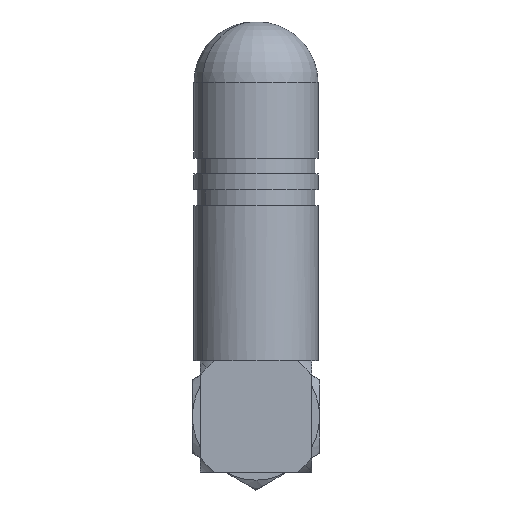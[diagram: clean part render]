
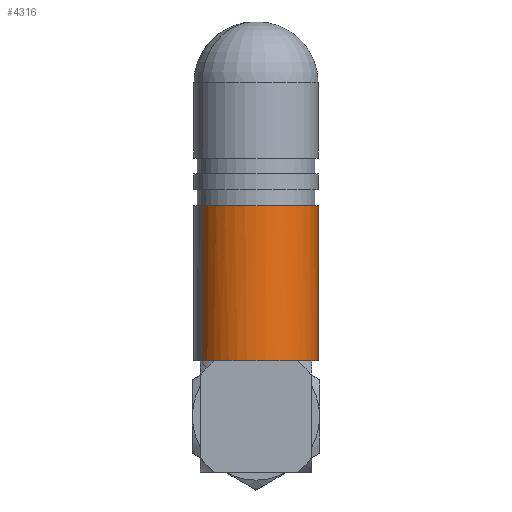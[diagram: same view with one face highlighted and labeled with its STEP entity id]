
A CAD part, front view. The second image highlights one B-rep face of the part: STEP entity #4316.
In plain terms, the highlighted cylindrical face has radius 3.9 mm (diameter 7.8 mm), a partial arc.
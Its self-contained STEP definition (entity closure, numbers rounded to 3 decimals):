
#6 = ORIENTED_EDGE ( 'NONE', *, *, #4896, .T. ) ;
#27 = CIRCLE ( 'NONE', #455, 3.9 ) ;
#174 = CIRCLE ( 'NONE', #3465, 3.9 ) ;
#187 = CARTESIAN_POINT ( 'NONE',  ( 70.582, -119.587, 17.723 ) ) ;
#455 = AXIS2_PLACEMENT_3D ( 'NONE', #3884, #593, #922 ) ;
#481 = DIRECTION ( 'NONE',  ( -0.866, -0.5, 0. ) ) ;
#577 = ORIENTED_EDGE ( 'NONE', *, *, #2088, .T. ) ;
#586 = EDGE_CURVE ( 'NONE', #3419, #1739, #4884, .T. ) ;
#593 = DIRECTION ( 'NONE',  ( 0., 0., 1. ) ) ;
#645 = EDGE_CURVE ( 'NONE', #1925, #4204, #174, .T. ) ;
#653 = EDGE_CURVE ( 'NONE', #1739, #3537, #4476, .T. ) ;
#667 = CARTESIAN_POINT ( 'NONE',  ( 70.582, -119.587, 7.975 ) ) ;
#732 = DIRECTION ( 'NONE',  ( 0., 0., 1. ) ) ;
#744 = EDGE_LOOP ( 'NONE', ( #6, #2337, #4950, #1132, #3690, #1473, #577, #1372 ) ) ;
#866 = LINE ( 'NONE', #1126, #3025 ) ;
#922 = DIRECTION ( 'NONE',  ( -0.866, -0.5, 0. ) ) ;
#1126 = CARTESIAN_POINT ( 'NONE',  ( 67.204, -121.537, 7.975 ) ) ;
#1132 = ORIENTED_EDGE ( 'NONE', *, *, #3924, .F. ) ;
#1372 = ORIENTED_EDGE ( 'NONE', *, *, #645, .T. ) ;
#1393 = CARTESIAN_POINT ( 'NONE',  ( 73.959, -117.637, 7.975 ) ) ;
#1473 = ORIENTED_EDGE ( 'NONE', *, *, #2917, .T. ) ;
#1511 = CARTESIAN_POINT ( 'NONE',  ( 70.582, -119.587, 7.975 ) ) ;
#1562 = CIRCLE ( 'NONE', #3649, 3.9 ) ;
#1723 = DIRECTION ( 'NONE',  ( 0., 0., 1. ) ) ;
#1739 = VERTEX_POINT ( 'NONE', #4865 ) ;
#1793 = CARTESIAN_POINT ( 'NONE',  ( 70.582, -119.587, 7.975 ) ) ;
#1908 = CARTESIAN_POINT ( 'NONE',  ( 74.029, -117.763, 7.975 ) ) ;
#1925 = VERTEX_POINT ( 'NONE', #4346 ) ;
#1987 = DIRECTION ( 'NONE',  ( 0., 0., 1. ) ) ;
#2011 = AXIS2_PLACEMENT_3D ( 'NONE', #187, #2222, #4335 ) ;
#2088 = EDGE_CURVE ( 'NONE', #2282, #1925, #1562, .T. ) ;
#2222 = DIRECTION ( 'NONE',  ( 0., 0., -1. ) ) ;
#2265 = DIRECTION ( 'NONE',  ( -0.866, -0.5, 0. ) ) ;
#2282 = VERTEX_POINT ( 'NONE', #5047 ) ;
#2337 = ORIENTED_EDGE ( 'NONE', *, *, #586, .T. ) ;
#2784 = CARTESIAN_POINT ( 'NONE',  ( 67.204, -121.537, 7.975 ) ) ;
#2917 = EDGE_CURVE ( 'NONE', #5258, #2282, #2969, .T. ) ;
#2969 = CIRCLE ( 'NONE', #4044, 3.9 ) ;
#3025 = VECTOR ( 'NONE', #4940, 1000. ) ;
#3044 = AXIS2_PLACEMENT_3D ( 'NONE', #3170, #4911, #4490 ) ;
#3084 = DIRECTION ( 'NONE',  ( -0.866, -0.5, 0. ) ) ;
#3170 = CARTESIAN_POINT ( 'NONE',  ( 70.582, -119.587, 7.975 ) ) ;
#3419 = VERTEX_POINT ( 'NONE', #1393 ) ;
#3465 = AXIS2_PLACEMENT_3D ( 'NONE', #1793, #5131, #3084 ) ;
#3537 = VERTEX_POINT ( 'NONE', #4779 ) ;
#3649 = AXIS2_PLACEMENT_3D ( 'NONE', #1511, #732, #4858 ) ;
#3690 = ORIENTED_EDGE ( 'NONE', *, *, #4107, .T. ) ;
#3764 = VERTEX_POINT ( 'NONE', #2784 ) ;
#3884 = CARTESIAN_POINT ( 'NONE',  ( 70.582, -119.587, 7.975 ) ) ;
#3924 = EDGE_CURVE ( 'NONE', #3764, #3537, #866, .T. ) ;
#4044 = AXIS2_PLACEMENT_3D ( 'NONE', #667, #4355, #2265 ) ;
#4107 = EDGE_CURVE ( 'NONE', #3764, #5258, #27, .T. ) ;
#4162 = CARTESIAN_POINT ( 'NONE',  ( 68.861, -123.087, 7.975 ) ) ;
#4204 = VERTEX_POINT ( 'NONE', #1908 ) ;
#4316 = ADVANCED_FACE ( 'NONE', ( #4589 ), #5026, .T. ) ;
#4335 = DIRECTION ( 'NONE',  ( -0.866, -0.5, 0. ) ) ;
#4346 = CARTESIAN_POINT ( 'NONE',  ( 74.029, -121.41, 7.975 ) ) ;
#4355 = DIRECTION ( 'NONE',  ( 0., 0., 1. ) ) ;
#4476 = CIRCLE ( 'NONE', #2011, 3.9 ) ;
#4490 = DIRECTION ( 'NONE',  ( -0.866, -0.5, 0. ) ) ;
#4589 = FACE_OUTER_BOUND ( 'NONE', #744, .T. ) ;
#4612 = CIRCLE ( 'NONE', #3044, 3.9 ) ;
#4779 = CARTESIAN_POINT ( 'NONE',  ( 67.204, -121.537, 17.723 ) ) ;
#4858 = DIRECTION ( 'NONE',  ( -0.866, -0.5, 0. ) ) ;
#4865 = CARTESIAN_POINT ( 'NONE',  ( 73.959, -117.637, 17.723 ) ) ;
#4884 = LINE ( 'NONE', #5078, #5194 ) ;
#4896 = EDGE_CURVE ( 'NONE', #4204, #3419, #4612, .T. ) ;
#4911 = DIRECTION ( 'NONE',  ( 0., 0., 1. ) ) ;
#4940 = DIRECTION ( 'NONE',  ( 0., 0., 1. ) ) ;
#4950 = ORIENTED_EDGE ( 'NONE', *, *, #653, .T. ) ;
#5026 = CYLINDRICAL_SURFACE ( 'NONE', #5363, 3.9 ) ;
#5047 = CARTESIAN_POINT ( 'NONE',  ( 72.302, -123.087, 7.975 ) ) ;
#5078 = CARTESIAN_POINT ( 'NONE',  ( 73.959, -117.637, 7.975 ) ) ;
#5131 = DIRECTION ( 'NONE',  ( 0., 0., 1. ) ) ;
#5194 = VECTOR ( 'NONE', #1723, 1000. ) ;
#5258 = VERTEX_POINT ( 'NONE', #4162 ) ;
#5313 = CARTESIAN_POINT ( 'NONE',  ( 70.582, -119.587, 7.975 ) ) ;
#5363 = AXIS2_PLACEMENT_3D ( 'NONE', #5313, #1987, #481 ) ;
